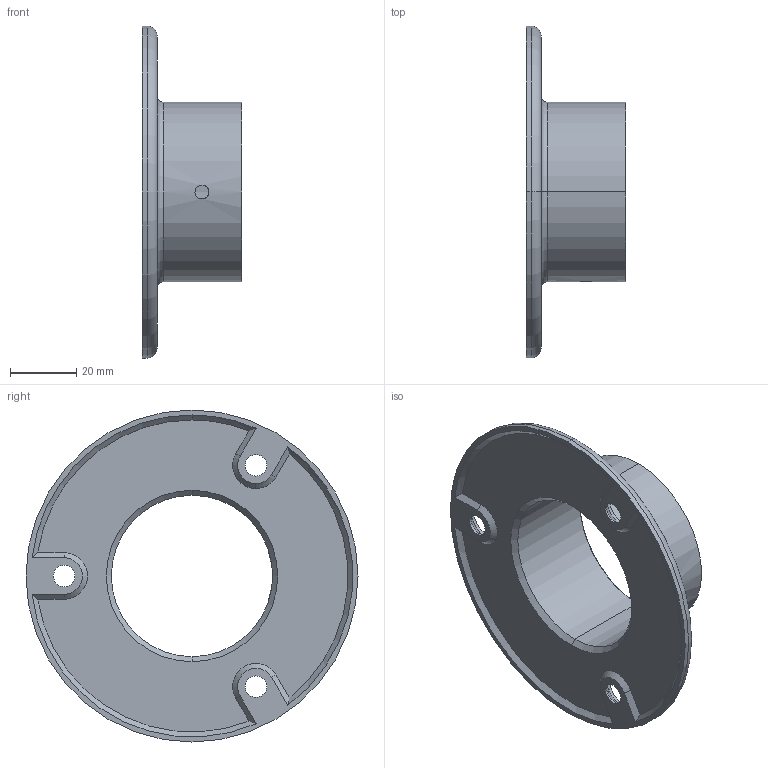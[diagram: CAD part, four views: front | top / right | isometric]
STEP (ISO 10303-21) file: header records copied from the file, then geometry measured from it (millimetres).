
FILE_DESCRIPTION (( 'STEP AP203' ), '1' );
FILE_NAME ('A_0505-048.STEP', '2019-06-03T12:20:26', ( '' ), ( '' ), 'SwSTEP 2.0', 'SolidWorks 2013', '' );
FILE_SCHEMA (( 'CONFIG_CONTROL_DESIGN' ));
Length unit declared in the file: millimetre
Products named in the file (1): A_0505-048
Bounding box: 30 x 100 x 100 mm (x, y, z)
Volume: 29213.4 mm3; surface area: 21661.2 mm2
Topology: 1 solids, 1 shells, 52 faces, 124 edges, 76 vertices
Faces by surface type: cylinder 20, cone 18, plane 10, torus 4
Entity records: 1719 total; most frequent: CARTESIAN_POINT 383, DIRECTION 284, ORIENTED_EDGE 248, EDGE_CURVE 124, AXIS2_PLACEMENT_3D 117, VERTEX_POINT 76, CIRCLE 64, EDGE_LOOP 64
